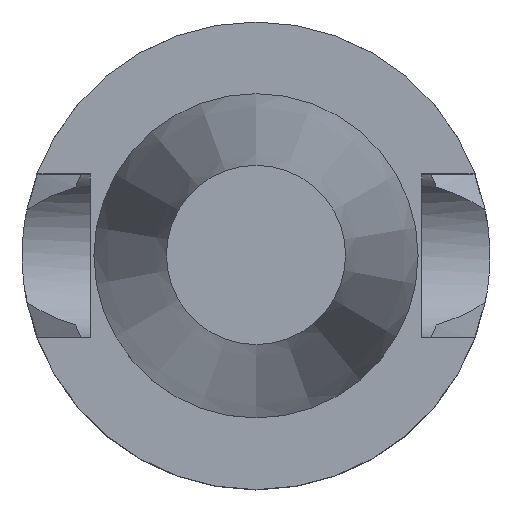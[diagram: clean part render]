
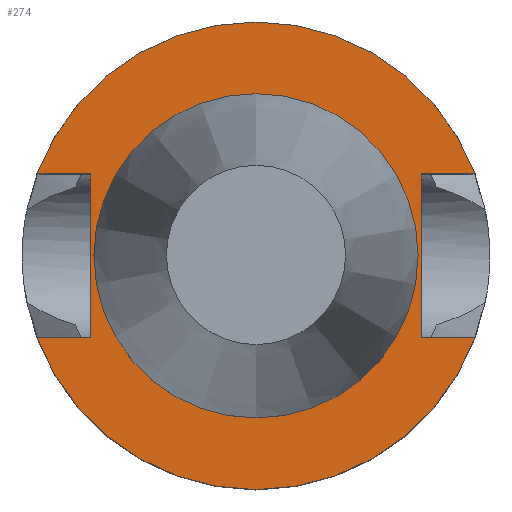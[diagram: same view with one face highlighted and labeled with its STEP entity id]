
A CAD part, top view. The second image highlights one B-rep face of the part: STEP entity #274.
In plain terms, the highlighted planar face has unit normal (0, 0, 1).
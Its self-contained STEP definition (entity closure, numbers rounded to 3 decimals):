
#138=EDGE_CURVE('240[2]',#376,#364,#377,.T.);
#148=EDGE_CURVE('240[2]',#395,#395,#396,.T.);
#174=EDGE_CURVE('240[2]',#432,#433,#434,.T.);
#206=EDGE_CURVE('240[2]',#481,#472,#482,.T.);
#210=EDGE_CURVE('240[2]',#433,#380,#487,.T.);
#219=EDGE_CURVE('240[2]',#364,#432,#500,.T.);
#238=EDGE_CURVE('240[2]',#380,#481,#525,.T.);
#274=ADVANCED_FACE('240[2]',(#573,#574),#575,.T.);
#286=EDGE_CURVE('240[2]',#472,#587,#590,.T.);
#309=EDGE_CURVE('240[2]',#587,#376,#617,.T.);
#364=VERTEX_POINT('',#670);
#376=VERTEX_POINT('',#687);
#377=LINE('',#688,#689);
#380=VERTEX_POINT('',#693);
#395=VERTEX_POINT('',#796);
#396=CIRCLE('',#797,15.948);
#432=VERTEX_POINT('',#944);
#433=VERTEX_POINT('',#945);
#434=LINE('',#946,#947);
#472=VERTEX_POINT('',#1136);
#481=VERTEX_POINT('',#1149);
#482=CIRCLE('',#1150,23.0);
#487=LINE('',#1157,#1158);
#500=CIRCLE('',#1241,23.0);
#525=LINE('',#1293,#1294);
#573=FACE_OUTER_BOUND('',#1368,.T.);
#574=FACE_BOUND('',#1369,.T.);
#575=PLANE('',#1370);
#587=VERTEX_POINT('',#1395);
#590=LINE('',#1400,#1401);
#617=LINE('',#1514,#1515);
#670=CARTESIAN_POINT('',(-21.545,-8.05,-2.0));
#687=CARTESIAN_POINT('',(-16.3,-8.05,-2.0));
#688=CARTESIAN_POINT('',(-8.15,-8.05,-2.0));
#689=VECTOR('',#1622,1.0);
#693=CARTESIAN_POINT('',(16.3,8.05,-2.0));
#796=CARTESIAN_POINT('',(0.,15.948,-2.0));
#797=AXIS2_PLACEMENT_3D('',#1624,#1625,#1626);
#944=CARTESIAN_POINT('',(21.545,-8.05,-2.0));
#945=CARTESIAN_POINT('',(16.3,-8.05,-2.0));
#946=CARTESIAN_POINT('',(8.15,-8.05,-2.0));
#947=VECTOR('',#1661,1.0);
#1136=CARTESIAN_POINT('',(-21.545,8.05,-2.0));
#1149=CARTESIAN_POINT('',(21.545,8.05,-2.0));
#1150=AXIS2_PLACEMENT_3D('',#1707,#1708,#1709);
#1157=CARTESIAN_POINT('',(16.3,5.712,-2.0));
#1158=VECTOR('',#1713,1.0);
#1241=AXIS2_PLACEMENT_3D('',#1723,#1724,#1725);
#1293=CARTESIAN_POINT('',(8.15,8.05,-2.0));
#1294=VECTOR('',#1746,1.0);
#1368=EDGE_LOOP('',(#1816,#1817,#1818,#1819,#1820,#1821,#1822,#1823));
#1369=EDGE_LOOP('',(#1824));
#1370=AXIS2_PLACEMENT_3D('',#1825,#1826,#1827);
#1395=CARTESIAN_POINT('',(-16.3,8.05,-2.0));
#1400=CARTESIAN_POINT('',(-8.15,8.05,-2.0));
#1401=VECTOR('',#1842,1.0);
#1514=CARTESIAN_POINT('',(-16.3,13.762,-2.0));
#1515=VECTOR('',#1878,1.0);
#1622=DIRECTION('',(-1.0,0.,0.));
#1624=CARTESIAN_POINT('',(0.,0.,-2.0));
#1625=DIRECTION('',(0.,0.,1.0));
#1626=DIRECTION('',(0.,1.0,0.));
#1661=DIRECTION('',(-1.0,0.,0.));
#1707=CARTESIAN_POINT('',(0.,0.,-2.0));
#1708=DIRECTION('',(0.,0.,1.0));
#1709=DIRECTION('',(0.,1.0,0.));
#1713=DIRECTION('',(0.0,1.0,0.));
#1723=CARTESIAN_POINT('',(0.,0.,-2.0));
#1724=DIRECTION('',(0.,0.,1.0));
#1725=DIRECTION('',(0.,1.0,0.));
#1746=DIRECTION('',(1.0,0.,0.));
#1816=ORIENTED_EDGE('',*,*,#138,.T.);
#1817=ORIENTED_EDGE('',*,*,#219,.T.);
#1818=ORIENTED_EDGE('',*,*,#174,.T.);
#1819=ORIENTED_EDGE('',*,*,#210,.T.);
#1820=ORIENTED_EDGE('',*,*,#238,.T.);
#1821=ORIENTED_EDGE('',*,*,#206,.T.);
#1822=ORIENTED_EDGE('',*,*,#286,.T.);
#1823=ORIENTED_EDGE('',*,*,#309,.T.);
#1824=ORIENTED_EDGE('',*,*,#148,.F.);
#1825=CARTESIAN_POINT('',(0.,19.474,-2.0));
#1826=DIRECTION('',(0.,0.,1.0));
#1827=DIRECTION('',(1.0,0.,0.0));
#1842=DIRECTION('',(1.0,0.,0.));
#1878=DIRECTION('',(0.0,-1.0,0.));
